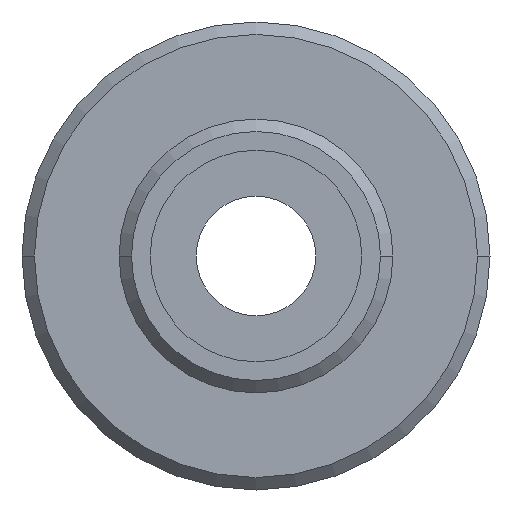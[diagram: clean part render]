
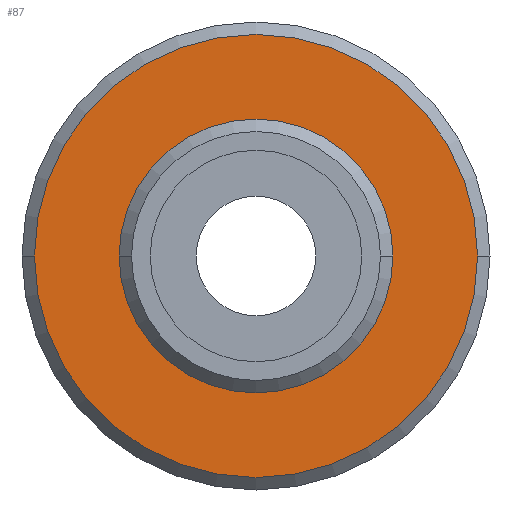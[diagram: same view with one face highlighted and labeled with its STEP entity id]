
A CAD part, front view. The second image highlights one B-rep face of the part: STEP entity #87.
In plain terms, the highlighted planar face has unit normal (0, -1, 0).
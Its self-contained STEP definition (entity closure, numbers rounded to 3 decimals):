
#87=ADVANCED_FACE('',(#216,#217),#218,.T.);
#216=FACE_OUTER_BOUND('',#393,.T.);
#217=FACE_BOUND('',#394,.T.);
#218=PLANE('',#395);
#393=EDGE_LOOP('',(#588,#589));
#394=EDGE_LOOP('',(#590,#591));
#395=AXIS2_PLACEMENT_3D('',#592,#593,#594);
#588=ORIENTED_EDGE('',*,*,#1005,.F.);
#589=ORIENTED_EDGE('',*,*,#1006,.F.);
#590=ORIENTED_EDGE('',*,*,#1007,.T.);
#591=ORIENTED_EDGE('',*,*,#1008,.T.);
#592=CARTESIAN_POINT('',(7.2,17.0,0.0));
#593=DIRECTION('',(-0.0,-1.0,-0.0));
#594=DIRECTION('',(-1.0,0.0,0.0));
#1005=EDGE_CURVE('',#1188,#1189,#1190,.T.);
#1006=EDGE_CURVE('',#1189,#1188,#1191,.T.);
#1007=EDGE_CURVE('',#1192,#1193,#1194,.T.);
#1008=EDGE_CURVE('',#1193,#1192,#1195,.T.);
#1188=VERTEX_POINT('',#1427);
#1189=VERTEX_POINT('',#1428);
#1190=CIRCLE('',#1429,8.9);
#1191=CIRCLE('',#1430,8.9);
#1192=VERTEX_POINT('',#1431);
#1193=VERTEX_POINT('',#1432);
#1194=CIRCLE('',#1433,5.5);
#1195=CIRCLE('',#1434,5.5);
#1427=CARTESIAN_POINT('',(8.9,17.0,0.0));
#1428=CARTESIAN_POINT('',(-8.9,17.0,0.));
#1429=AXIS2_PLACEMENT_3D('',#1686,#1687,#1688);
#1430=AXIS2_PLACEMENT_3D('',#1689,#1690,#1691);
#1431=CARTESIAN_POINT('',(5.5,17.0,0.0));
#1432=CARTESIAN_POINT('',(-5.5,17.0,0.));
#1433=AXIS2_PLACEMENT_3D('',#1692,#1693,#1694);
#1434=AXIS2_PLACEMENT_3D('',#1695,#1696,#1697);
#1686=CARTESIAN_POINT('',(0.0,17.0,0.0));
#1687=DIRECTION('',(-0.0,1.0,0.0));
#1688=DIRECTION('',(1.0,0.0,0.0));
#1689=CARTESIAN_POINT('',(0.0,17.0,0.0));
#1690=DIRECTION('',(-0.0,1.0,0.0));
#1691=DIRECTION('',(1.0,0.0,0.0));
#1692=CARTESIAN_POINT('',(0.0,17.0,0.0));
#1693=DIRECTION('',(-0.0,1.0,0.0));
#1694=DIRECTION('',(1.0,0.0,0.0));
#1695=CARTESIAN_POINT('',(0.0,17.0,0.0));
#1696=DIRECTION('',(-0.0,1.0,0.0));
#1697=DIRECTION('',(1.0,0.0,0.0));
